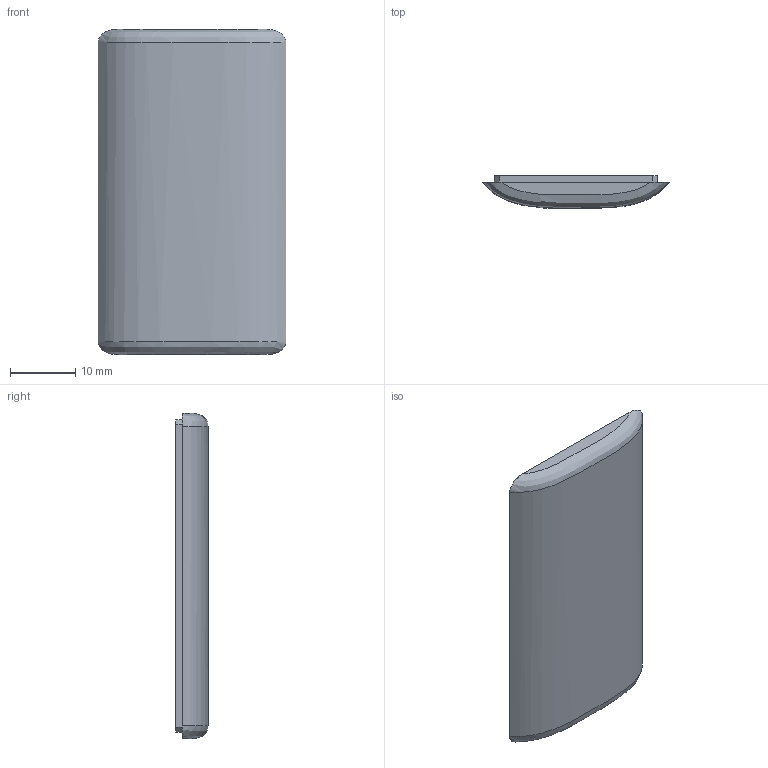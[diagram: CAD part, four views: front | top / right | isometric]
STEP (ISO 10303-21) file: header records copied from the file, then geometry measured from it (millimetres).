
FILE_DESCRIPTION(/* description */ (''),/* implementation_level */ '2;1');
FILE_NAME(/* name */ 'SensorBtm_lid.stp',/* time_stamp */ '2016-10-25T08:47:08+02:00',/* author */ ('Andy'),/* organization */ (''),/* preprocessor_version */ 'ST-DEVELOPER v16.1',/* originating_system */ 'Autodesk Inventor 2016',/* authorisation */ '');
FILE_SCHEMA (('AUTOMOTIVE_DESIGN { 1 0 10303 214 3 1 1 }'));
Length unit declared in the file: millimetre
Products named in the file (1): Sensor_unten
Bounding box: 28.9 x 4.99 x 50 mm (x, y, z)
Volume: 3177.8 mm3; surface area: 4002.7 mm2
Topology: 1 solids, 1 shells, 95 faces, 251 edges, 160 vertices
Faces by surface type: plane 79, bspline 16
Entity records: 4360 total; most frequent: CARTESIAN_POINT 2230, ORIENTED_EDGE 502, DIRECTION 317, EDGE_CURVE 251, VERTEX_POINT 160, LINE 157, VECTOR 157, EDGE_LOOP 97
